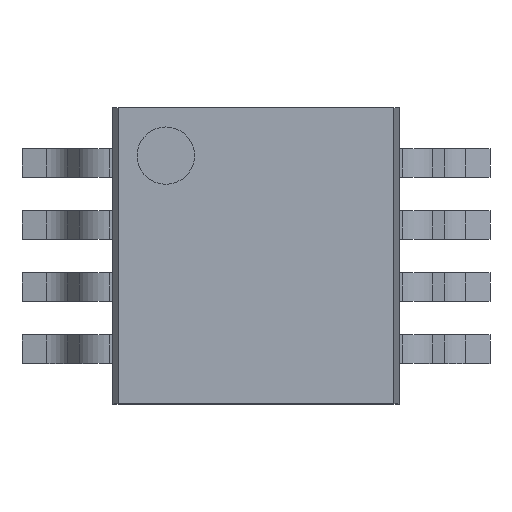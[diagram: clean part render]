
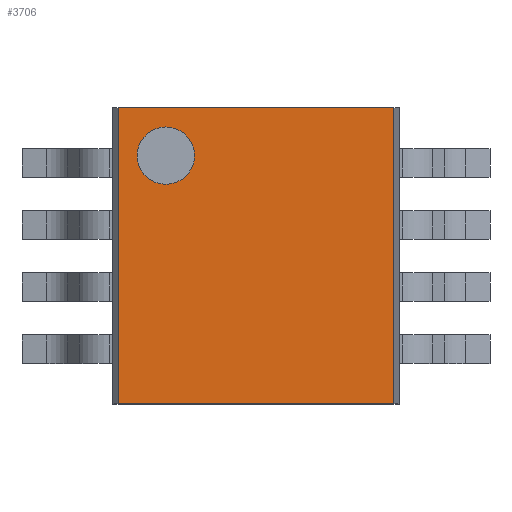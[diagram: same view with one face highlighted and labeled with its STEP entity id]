
A CAD part, top view. The second image highlights one B-rep face of the part: STEP entity #3706.
In plain terms, the highlighted planar face has unit normal (0, 0, 1).
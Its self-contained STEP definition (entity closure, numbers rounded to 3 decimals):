
#3527=CARTESIAN_POINT('',(-1.244,1.05,1.1));
#3528=VERTEX_POINT('',#3527);
#3537=CARTESIAN_POINT('',(-0.644,1.05,1.1));
#3538=VERTEX_POINT('',#3537);
#3539=CARTESIAN_POINT('',(-0.944,1.05,1.1));
#3540=DIRECTION('',(0.0,0.0,-1.0));
#3541=DIRECTION('',(-1.0,0.0,0.0));
#3542=AXIS2_PLACEMENT_3D('',#3539,#3540,#3541);
#3543=CIRCLE('',#3542,0.3);
#3544=EDGE_CURVE('',#3538,#3528,#3543,.T.);
#3640=CARTESIAN_POINT('',(-1.444,-1.55,1.1));
#3641=VERTEX_POINT('',#3640);
#3648=CARTESIAN_POINT('',(-1.444,1.55,1.1));
#3649=VERTEX_POINT('',#3648);
#3650=CARTESIAN_POINT('',(-1.444,-1.55,1.1));
#3651=DIRECTION('',(0.0,1.0,0.0));
#3652=VECTOR('',#3651,3.1);
#3653=LINE('',#3650,#3652);
#3654=EDGE_CURVE('',#3641,#3649,#3653,.T.);
#3666=CARTESIAN_POINT('',(1.444,-1.55,1.1));
#3667=DIRECTION('',(0.0,0.0,1.0));
#3668=DIRECTION('',(1.0,0.0,0.0));
#3669=AXIS2_PLACEMENT_3D('',#3666,#3667,#3668);
#3670=PLANE('',#3669);
#3671=CARTESIAN_POINT('',(1.444,-1.55,1.1));
#3672=VERTEX_POINT('',#3671);
#3673=CARTESIAN_POINT('',(-1.444,-1.55,1.1));
#3674=DIRECTION('',(1.0,0.0,0.0));
#3675=VECTOR('',#3674,2.889);
#3676=LINE('',#3673,#3675);
#3677=EDGE_CURVE('',#3641,#3672,#3676,.T.);
#3678=ORIENTED_EDGE('',*,*,#3677,.T.);
#3679=CARTESIAN_POINT('',(1.444,1.55,1.1));
#3680=VERTEX_POINT('',#3679);
#3681=CARTESIAN_POINT('',(1.444,-1.55,1.1));
#3682=DIRECTION('',(0.0,1.0,0.0));
#3683=VECTOR('',#3682,3.1);
#3684=LINE('',#3681,#3683);
#3685=EDGE_CURVE('',#3672,#3680,#3684,.T.);
#3686=ORIENTED_EDGE('',*,*,#3685,.T.);
#3687=CARTESIAN_POINT('',(1.444,1.55,1.1));
#3688=DIRECTION('',(-1.0,0.0,0.0));
#3689=VECTOR('',#3688,2.889);
#3690=LINE('',#3687,#3689);
#3691=EDGE_CURVE('',#3680,#3649,#3690,.T.);
#3692=ORIENTED_EDGE('',*,*,#3691,.T.);
#3693=ORIENTED_EDGE('',*,*,#3654,.F.);
#3694=EDGE_LOOP('',(#3678,#3686,#3692,#3693));
#3695=FACE_OUTER_BOUND('',#3694,.T.);
#3696=CARTESIAN_POINT('',(-0.944,1.05,1.1));
#3697=DIRECTION('',(0.0,0.0,-1.0));
#3698=DIRECTION('',(-1.0,0.0,0.0));
#3699=AXIS2_PLACEMENT_3D('',#3696,#3697,#3698);
#3700=CIRCLE('',#3699,0.3);
#3701=EDGE_CURVE('',#3528,#3538,#3700,.T.);
#3702=ORIENTED_EDGE('',*,*,#3701,.T.);
#3703=ORIENTED_EDGE('',*,*,#3544,.T.);
#3704=EDGE_LOOP('',(#3702,#3703));
#3705=FACE_BOUND('',#3704,.T.);
#3706=ADVANCED_FACE('',(#3695,#3705),#3670,.T.);
